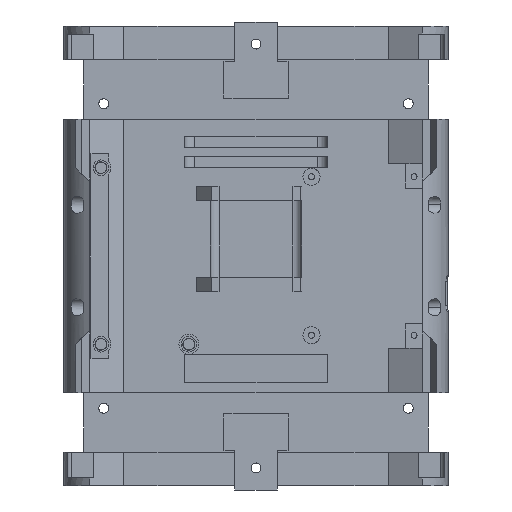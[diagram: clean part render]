
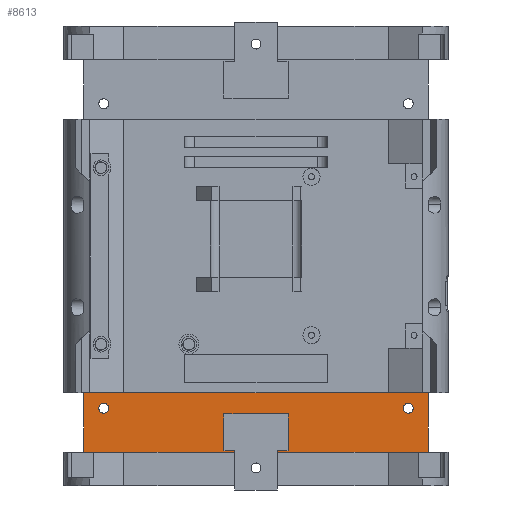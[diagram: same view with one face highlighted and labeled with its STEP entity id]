
A CAD part, front view. The second image highlights one B-rep face of the part: STEP entity #8613.
In plain terms, the highlighted planar face has unit normal (0, -1, 0).
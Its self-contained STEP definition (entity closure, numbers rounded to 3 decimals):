
#62 = ORIENTED_EDGE ( 'NONE', *, *, #4804, .F. ) ;
#112 = EDGE_CURVE ( 'NONE', #5849, #9243, #1975, .T. ) ;
#155 = ORIENTED_EDGE ( 'NONE', *, *, #232, .F. ) ;
#210 = CARTESIAN_POINT ( 'NONE',  ( 7.502, 0.2, 11.75 ) ) ;
#228 = CARTESIAN_POINT ( 'NONE',  ( 11.252, 0.2, 25.25 ) ) ;
#232 = EDGE_CURVE ( 'NONE', #4911, #6449, #8365, .T. ) ;
#331 = LINE ( 'NONE', #6637, #3865 ) ;
#399 = AXIS2_PLACEMENT_3D ( 'NONE', #6403, #9567, #7124 ) ;
#460 = ORIENTED_EDGE ( 'NONE', *, *, #4581, .F. ) ;
#557 = CARTESIAN_POINT ( 'NONE',  ( 60.498, 0.2, 161.5 ) ) ;
#575 = CARTESIAN_POINT ( 'NONE',  ( 60.498, 0.2, 11.75 ) ) ;
#605 = VERTEX_POINT ( 'NONE', #8506 ) ;
#622 = FACE_BOUND ( 'NONE', #3780, .T. ) ;
#671 = PLANE ( 'NONE',  #6393 ) ;
#675 = VECTOR ( 'NONE', #7347, 1000. ) ;
#693 = ORIENTED_EDGE ( 'NONE', *, *, #9821, .F. ) ;
#792 = EDGE_CURVE ( 'NONE', #605, #8223, #2896, .T. ) ;
#971 = DIRECTION ( 'NONE',  ( 0., 0., 1. ) ) ;
#1135 = DIRECTION ( 'NONE',  ( -1., 0., 0. ) ) ;
#1399 = EDGE_LOOP ( 'NONE', ( #460, #2668 ) ) ;
#1402 = DIRECTION ( 'NONE',  ( 0., 0., 1. ) ) ;
#1495 = DIRECTION ( 'NONE',  ( 0., 0., 1. ) ) ;
#1618 = VECTOR ( 'NONE', #1135, 1000. ) ;
#1643 = ORIENTED_EDGE ( 'NONE', *, *, #2008, .F. ) ;
#1719 = CARTESIAN_POINT ( 'NONE',  ( -60.498, 0.2, 32.75 ) ) ;
#1766 = LINE ( 'NONE', #210, #2411 ) ;
#1975 = LINE ( 'NONE', #3376, #675 ) ;
#2008 = EDGE_CURVE ( 'NONE', #5849, #2892, #6130, .T. ) ;
#2033 = EDGE_CURVE ( 'NONE', #2287, #4003, #6755, .T. ) ;
#2034 = VECTOR ( 'NONE', #10176, 1000. ) ;
#2142 = CARTESIAN_POINT ( 'NONE',  ( -53.5, 0.2, 27.25 ) ) ;
#2226 = VECTOR ( 'NONE', #8838, 1000. ) ;
#2287 = VERTEX_POINT ( 'NONE', #228 ) ;
#2336 = DIRECTION ( 'NONE',  ( 0., 0., 1. ) ) ;
#2350 = ORIENTED_EDGE ( 'NONE', *, *, #3702, .F. ) ;
#2411 = VECTOR ( 'NONE', #4927, 1000. ) ;
#2457 = VERTEX_POINT ( 'NONE', #5852 ) ;
#2595 = ORIENTED_EDGE ( 'NONE', *, *, #8094, .F. ) ;
#2668 = ORIENTED_EDGE ( 'NONE', *, *, #792, .F. ) ;
#2720 = CARTESIAN_POINT ( 'NONE',  ( 11.252, 0.2, 25.25 ) ) ;
#2749 = AXIS2_PLACEMENT_3D ( 'NONE', #2142, #4629, #2336 ) ;
#2848 = LINE ( 'NONE', #9790, #1618 ) ;
#2888 = DIRECTION ( 'NONE',  ( -1., 0., 0. ) ) ;
#2889 = VECTOR ( 'NONE', #9719, 1000. ) ;
#2892 = VERTEX_POINT ( 'NONE', #575 ) ;
#2896 = CIRCLE ( 'NONE', #4064, 1.75 ) ;
#2916 = DIRECTION ( 'NONE',  ( 1., 0., 0. ) ) ;
#2919 = DIRECTION ( 'NONE',  ( -1., 0., 0. ) ) ;
#3376 = CARTESIAN_POINT ( 'NONE',  ( 67.5, 0.2, 32.75 ) ) ;
#3387 = LINE ( 'NONE', #4319, #2226 ) ;
#3462 = CARTESIAN_POINT ( 'NONE',  ( 53.5, 0.2, 27.25 ) ) ;
#3529 = EDGE_CURVE ( 'NONE', #7459, #4277, #331, .T. ) ;
#3682 = FACE_OUTER_BOUND ( 'NONE', #5960, .T. ) ;
#3702 = EDGE_CURVE ( 'NONE', #4277, #9990, #7801, .T. ) ;
#3747 = CARTESIAN_POINT ( 'NONE',  ( 53.5, 0.2, 29. ) ) ;
#3780 = EDGE_LOOP ( 'NONE', ( #6018, #6475 ) ) ;
#3787 = CARTESIAN_POINT ( 'NONE',  ( 67.5, 0.2, 11.75 ) ) ;
#3807 = ORIENTED_EDGE ( 'NONE', *, *, #8355, .F. ) ;
#3865 = VECTOR ( 'NONE', #9765, 1000. ) ;
#4003 = VERTEX_POINT ( 'NONE', #9432 ) ;
#4064 = AXIS2_PLACEMENT_3D ( 'NONE', #3462, #4999, #971 ) ;
#4081 = CIRCLE ( 'NONE', #5710, 1.75 ) ;
#4277 = VERTEX_POINT ( 'NONE', #7435 ) ;
#4319 = CARTESIAN_POINT ( 'NONE',  ( -11.248, 0.2, 12.25 ) ) ;
#4547 = DIRECTION ( 'NONE',  ( 0., 0., -1. ) ) ;
#4581 = EDGE_CURVE ( 'NONE', #8223, #605, #7165, .T. ) ;
#4629 = DIRECTION ( 'NONE',  ( 0., -1., 0. ) ) ;
#4666 = LINE ( 'NONE', #8463, #4737 ) ;
#4737 = VECTOR ( 'NONE', #1402, 1000. ) ;
#4767 = CARTESIAN_POINT ( 'NONE',  ( 7.502, 0.2, 11.75 ) ) ;
#4804 = EDGE_CURVE ( 'NONE', #6449, #2287, #6595, .T. ) ;
#4872 = DIRECTION ( 'NONE',  ( 0., 0., 1. ) ) ;
#4911 = VERTEX_POINT ( 'NONE', #6176 ) ;
#4927 = DIRECTION ( 'NONE',  ( 0., 0., 1. ) ) ;
#4999 = DIRECTION ( 'NONE',  ( 0., -1., 0. ) ) ;
#5081 = VECTOR ( 'NONE', #2919, 1000. ) ;
#5083 = LINE ( 'NONE', #7607, #5081 ) ;
#5108 = ORIENTED_EDGE ( 'NONE', *, *, #9458, .F. ) ;
#5218 = EDGE_CURVE ( 'NONE', #4003, #7459, #3387, .T. ) ;
#5344 = ORIENTED_EDGE ( 'NONE', *, *, #3529, .F. ) ;
#5693 = DIRECTION ( 'NONE',  ( 0., -1., 0. ) ) ;
#5710 = AXIS2_PLACEMENT_3D ( 'NONE', #7196, #5693, #4872 ) ;
#5849 = VERTEX_POINT ( 'NONE', #8032 ) ;
#5852 = CARTESIAN_POINT ( 'NONE',  ( -53.5, 0.2, 25.5 ) ) ;
#5920 = CARTESIAN_POINT ( 'NONE',  ( -60.498, 0.2, 11.75 ) ) ;
#5960 = EDGE_LOOP ( 'NONE', ( #2350, #5344, #6264, #5978, #62, #155, #2595, #5108, #1643, #8578, #3807, #693 ) ) ;
#5978 = ORIENTED_EDGE ( 'NONE', *, *, #2033, .F. ) ;
#6018 = ORIENTED_EDGE ( 'NONE', *, *, #8003, .F. ) ;
#6130 = LINE ( 'NONE', #557, #10029 ) ;
#6135 = VERTEX_POINT ( 'NONE', #6856 ) ;
#6176 = CARTESIAN_POINT ( 'NONE',  ( 7.502, 0.2, 12.25 ) ) ;
#6264 = ORIENTED_EDGE ( 'NONE', *, *, #5218, .F. ) ;
#6393 = AXIS2_PLACEMENT_3D ( 'NONE', #3787, #8402, #1495 ) ;
#6403 = CARTESIAN_POINT ( 'NONE',  ( 53.5, 0.2, 27.25 ) ) ;
#6449 = VERTEX_POINT ( 'NONE', #9658 ) ;
#6475 = ORIENTED_EDGE ( 'NONE', *, *, #6744, .F. ) ;
#6595 = LINE ( 'NONE', #2720, #2889 ) ;
#6637 = CARTESIAN_POINT ( 'NONE',  ( -7.498, 0.2, 12.25 ) ) ;
#6744 = EDGE_CURVE ( 'NONE', #2457, #6135, #7364, .T. ) ;
#6755 = LINE ( 'NONE', #9939, #6922 ) ;
#6779 = CARTESIAN_POINT ( 'NONE',  ( -7.498, 0.2, 11.75 ) ) ;
#6856 = CARTESIAN_POINT ( 'NONE',  ( -53.5, 0.2, 29. ) ) ;
#6922 = VECTOR ( 'NONE', #2888, 1000. ) ;
#7049 = CARTESIAN_POINT ( 'NONE',  ( -7.498, 0.2, -1.5 ) ) ;
#7124 = DIRECTION ( 'NONE',  ( 0., 0., 1. ) ) ;
#7165 = CIRCLE ( 'NONE', #399, 1.75 ) ;
#7196 = CARTESIAN_POINT ( 'NONE',  ( -53.5, 0.2, 27.25 ) ) ;
#7347 = DIRECTION ( 'NONE',  ( -1., 0., 0. ) ) ;
#7364 = CIRCLE ( 'NONE', #2749, 1.75 ) ;
#7435 = CARTESIAN_POINT ( 'NONE',  ( -7.498, 0.2, 12.25 ) ) ;
#7459 = VERTEX_POINT ( 'NONE', #10138 ) ;
#7592 = FACE_BOUND ( 'NONE', #1399, .T. ) ;
#7607 = CARTESIAN_POINT ( 'NONE',  ( 67.5, 0.2, 11.75 ) ) ;
#7801 = LINE ( 'NONE', #7049, #2034 ) ;
#8003 = EDGE_CURVE ( 'NONE', #6135, #2457, #4081, .T. ) ;
#8032 = CARTESIAN_POINT ( 'NONE',  ( 60.498, 0.2, 32.75 ) ) ;
#8094 = EDGE_CURVE ( 'NONE', #8392, #4911, #1766, .T. ) ;
#8223 = VERTEX_POINT ( 'NONE', #3747 ) ;
#8355 = EDGE_CURVE ( 'NONE', #9043, #9243, #4666, .T. ) ;
#8365 = LINE ( 'NONE', #8414, #10221 ) ;
#8392 = VERTEX_POINT ( 'NONE', #4767 ) ;
#8402 = DIRECTION ( 'NONE',  ( 0., 1., 0. ) ) ;
#8414 = CARTESIAN_POINT ( 'NONE',  ( 11.252, 0.2, 12.25 ) ) ;
#8463 = CARTESIAN_POINT ( 'NONE',  ( -60.498, 0.2, 161.5 ) ) ;
#8506 = CARTESIAN_POINT ( 'NONE',  ( 53.5, 0.2, 25.5 ) ) ;
#8578 = ORIENTED_EDGE ( 'NONE', *, *, #112, .T. ) ;
#8613 = ADVANCED_FACE ( 'NONE', ( #622, #7592, #3682 ), #671, .F. ) ;
#8838 = DIRECTION ( 'NONE',  ( 0., 0., -1. ) ) ;
#9043 = VERTEX_POINT ( 'NONE', #5920 ) ;
#9243 = VERTEX_POINT ( 'NONE', #1719 ) ;
#9432 = CARTESIAN_POINT ( 'NONE',  ( -11.248, 0.2, 25.25 ) ) ;
#9458 = EDGE_CURVE ( 'NONE', #2892, #8392, #5083, .T. ) ;
#9567 = DIRECTION ( 'NONE',  ( 0., -1., 0. ) ) ;
#9658 = CARTESIAN_POINT ( 'NONE',  ( 11.252, 0.2, 12.25 ) ) ;
#9719 = DIRECTION ( 'NONE',  ( 0., 0., 1. ) ) ;
#9765 = DIRECTION ( 'NONE',  ( 1., 0., 0. ) ) ;
#9790 = CARTESIAN_POINT ( 'NONE',  ( 67.5, 0.2, 11.75 ) ) ;
#9821 = EDGE_CURVE ( 'NONE', #9990, #9043, #2848, .T. ) ;
#9939 = CARTESIAN_POINT ( 'NONE',  ( -11.248, 0.2, 25.25 ) ) ;
#9990 = VERTEX_POINT ( 'NONE', #6779 ) ;
#10029 = VECTOR ( 'NONE', #4547, 1000. ) ;
#10138 = CARTESIAN_POINT ( 'NONE',  ( -11.248, 0.2, 12.25 ) ) ;
#10176 = DIRECTION ( 'NONE',  ( 0., 0., -1. ) ) ;
#10221 = VECTOR ( 'NONE', #2916, 1000. ) ;
